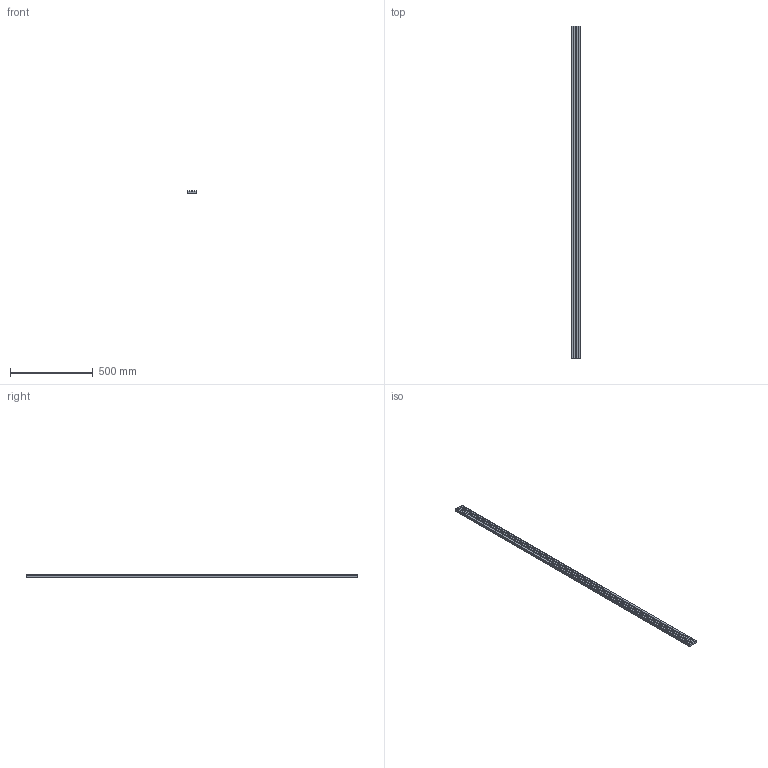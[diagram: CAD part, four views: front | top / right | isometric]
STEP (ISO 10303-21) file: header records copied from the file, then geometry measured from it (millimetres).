
FILE_DESCRIPTION(('STEP AP214'),'1');
FILE_NAME('cctmp_2DE0D21B-F685-4808-B608-423092C2AF0E_2023_6_19_11_23_58_64..stp','2023-06-19T09:23:58',('Murtfeldt Kunststoffe GmbH & Co.KG'),('CADClick - www.CADClick.com'),'Spatial InterOp 3D',' ','unknown authorization');
FILE_SCHEMA(('AUTOMOTIVE_DESIGN'));
Length unit declared in the file: millimetre
Products named in the file (1): 221020041
Bounding box: 60 x 2000 x 15 mm (x, y, z)
Volume: 1666080 mm3; surface area: 320866.1 mm2
Topology: 1 solids, 1 shells, 18 faces, 48 edges, 32 vertices
Faces by surface type: plane 18
Entity records: 720 total; most frequent: CARTESIAN_POINT 99, ORIENTED_EDGE 96, DIRECTION 86, EDGE_CURVE 48, LINE 48, VECTOR 48, VERTEX_POINT 32, STYLED_ITEM 19
